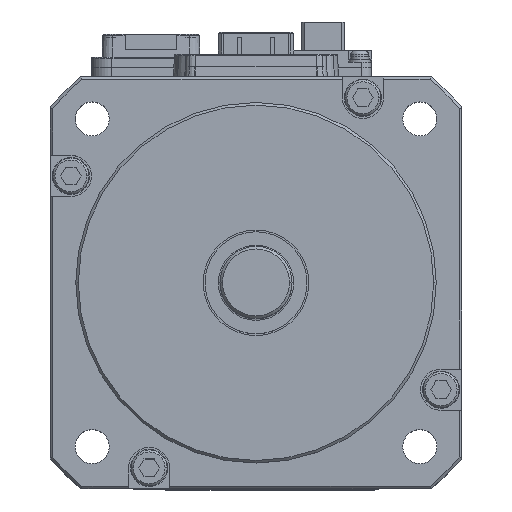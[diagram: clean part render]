
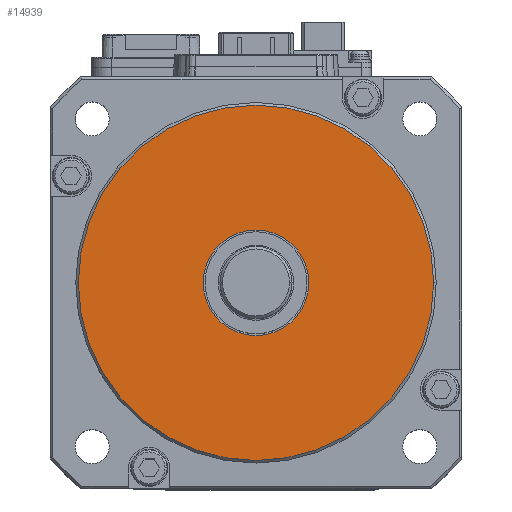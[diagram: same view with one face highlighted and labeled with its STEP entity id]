
A CAD part, top view. The second image highlights one B-rep face of the part: STEP entity #14939.
In plain terms, the highlighted planar face has unit normal (0, 0, 1).
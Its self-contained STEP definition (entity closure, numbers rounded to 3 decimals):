
#14939 = ADVANCED_FACE ( 'NONE', ( #85421, #85395 ), #85439, .T. ) ;
#15174 = EDGE_CURVE ( 'NONE', #97550, #94319, #89910, .T. ) ;
#15248 = EDGE_CURVE ( 'NONE', #95540, #95554, #90043, .T. ) ;
#16980 = EDGE_CURVE ( 'NONE', #95554, #95540, #71802, .T. ) ;
#17010 = EDGE_CURVE ( 'NONE', #94319, #97550, #71901, .T. ) ;
#54368 = CARTESIAN_POINT ( 'NONE',  ( -10.25, 0., 41.5 ) ) ;
#54383 = CARTESIAN_POINT ( 'NONE',  ( -34.5, 0., 41.5 ) ) ;
#54384 = CARTESIAN_POINT ( 'NONE',  ( 34.5, 0., 41.5 ) ) ;
#54714 = CARTESIAN_POINT ( 'NONE',  ( 10.25, 0., 41.5 ) ) ;
#59059 = EDGE_LOOP ( 'NONE', ( #68141, #68150 ) ) ;
#59092 = EDGE_LOOP ( 'NONE', ( #68138, #68146 ) ) ;
#68138 = ORIENTED_EDGE ( 'NONE', *, *, #15248, .T. ) ;
#68141 = ORIENTED_EDGE ( 'NONE', *, *, #17010, .F. ) ;
#68146 = ORIENTED_EDGE ( 'NONE', *, *, #16980, .T. ) ;
#68150 = ORIENTED_EDGE ( 'NONE', *, *, #15174, .F. ) ;
#69251 = CARTESIAN_POINT ( 'NONE',  ( 0., 0., 41.5 ) ) ;
#69273 = DIRECTION ( 'NONE',  ( 0., 0., 1. ) ) ;
#69281 = DIRECTION ( 'NONE',  ( 1., 0., 0. ) ) ;
#69396 = DIRECTION ( 'NONE',  ( 1., 0., 0. ) ) ;
#69397 = DIRECTION ( 'NONE',  ( 0., 0., 1. ) ) ;
#69423 = CARTESIAN_POINT ( 'NONE',  ( 0., 0., 41.5 ) ) ;
#71802 = CIRCLE ( 'NONE', #71825, 34.5 ) ;
#71825 = AXIS2_PLACEMENT_3D ( 'NONE', #74549, #74509, #74529 ) ;
#71879 = AXIS2_PLACEMENT_3D ( 'NONE', #74582, #74606, #74627 ) ;
#71901 = CIRCLE ( 'NONE', #71879, 10.25 ) ;
#74509 = DIRECTION ( 'NONE',  ( 0., 0., 1. ) ) ;
#74529 = DIRECTION ( 'NONE',  ( 1., 0., 0. ) ) ;
#74549 = CARTESIAN_POINT ( 'NONE',  ( 0., 0., 41.5 ) ) ;
#74582 = CARTESIAN_POINT ( 'NONE',  ( 0., 0., 41.5 ) ) ;
#74606 = DIRECTION ( 'NONE',  ( 0., 0., 1. ) ) ;
#74627 = DIRECTION ( 'NONE',  ( 1., 0., 0. ) ) ;
#85395 = FACE_BOUND ( 'NONE', #59059, .T. ) ;
#85421 = FACE_OUTER_BOUND ( 'NONE', #59092, .T. ) ;
#85435 = DIRECTION ( 'NONE',  ( 0., 0., 1. ) ) ;
#85437 = CARTESIAN_POINT ( 'NONE',  ( 0., 0., 41.5 ) ) ;
#85439 = PLANE ( 'NONE',  #85976 ) ;
#85441 = DIRECTION ( 'NONE',  ( 1., 0., 0. ) ) ;
#85976 = AXIS2_PLACEMENT_3D ( 'NONE', #85437, #85435, #85441 ) ;
#89847 = AXIS2_PLACEMENT_3D ( 'NONE', #69251, #69273, #69281 ) ;
#89910 = CIRCLE ( 'NONE', #89847, 10.25 ) ;
#90014 = AXIS2_PLACEMENT_3D ( 'NONE', #69423, #69397, #69396 ) ;
#90043 = CIRCLE ( 'NONE', #90014, 34.5 ) ;
#94319 = VERTEX_POINT ( 'NONE', #54368 ) ;
#95540 = VERTEX_POINT ( 'NONE', #54383 ) ;
#95554 = VERTEX_POINT ( 'NONE', #54384 ) ;
#97550 = VERTEX_POINT ( 'NONE', #54714 ) ;
